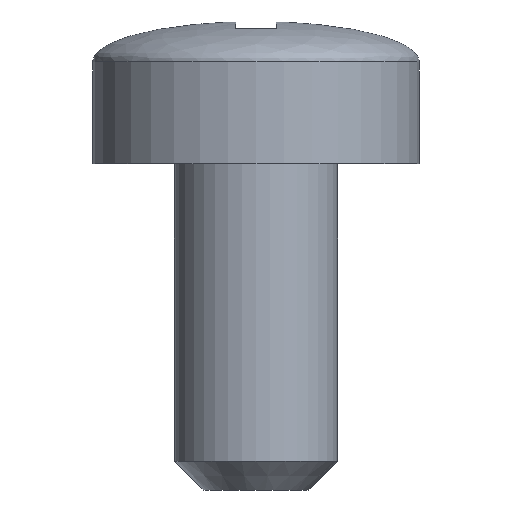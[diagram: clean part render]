
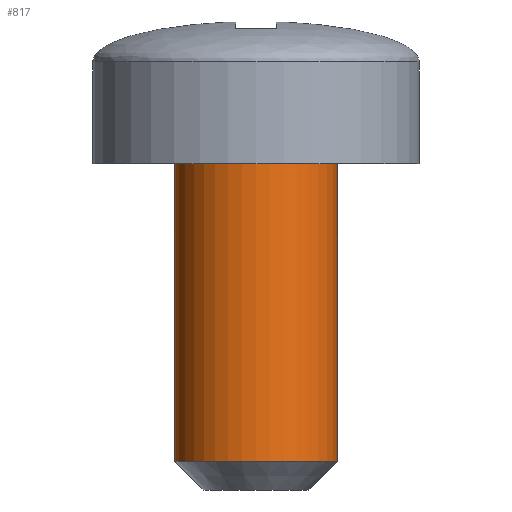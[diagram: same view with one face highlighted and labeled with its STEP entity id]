
A CAD part, front view. The second image highlights one B-rep face of the part: STEP entity #817.
In plain terms, the highlighted cylindrical face has radius 2 mm (diameter 4 mm), a partial arc.
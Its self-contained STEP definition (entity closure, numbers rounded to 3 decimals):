
#19 = CIRCLE ( 'NONE', #63, 2. ) ;
#51 = CARTESIAN_POINT ( 'NONE',  ( -2., 0., -8. ) ) ;
#54 = DIRECTION ( 'NONE',  ( 0., 0., 1. ) ) ;
#58 = AXIS2_PLACEMENT_3D ( 'NONE', #229, #94, #747 ) ;
#63 = AXIS2_PLACEMENT_3D ( 'NONE', #164, #624, #70 ) ;
#70 = DIRECTION ( 'NONE',  ( -1., 0., 0. ) ) ;
#82 = EDGE_CURVE ( 'NONE', #639, #533, #499, .T. ) ;
#94 = DIRECTION ( 'NONE',  ( 0., 0., 1. ) ) ;
#102 = EDGE_CURVE ( 'NONE', #378, #231, #174, .T. ) ;
#164 = CARTESIAN_POINT ( 'NONE',  ( 0., 0., -7.3 ) ) ;
#174 = LINE ( 'NONE', #51, #660 ) ;
#229 = CARTESIAN_POINT ( 'NONE',  ( 0., 0., -8. ) ) ;
#231 = VERTEX_POINT ( 'NONE', #605 ) ;
#249 = CARTESIAN_POINT ( 'NONE',  ( 2., 0., -8. ) ) ;
#254 = DIRECTION ( 'NONE',  ( 0., 0., 1. ) ) ;
#360 = DIRECTION ( 'NONE',  ( 0., 0., -1. ) ) ;
#367 = CARTESIAN_POINT ( 'NONE',  ( 2., 0., -7.3 ) ) ;
#376 = FACE_OUTER_BOUND ( 'NONE', #494, .T. ) ;
#378 = VERTEX_POINT ( 'NONE', #550 ) ;
#383 = CARTESIAN_POINT ( 'NONE',  ( 2., 0., 0. ) ) ;
#400 = EDGE_CURVE ( 'NONE', #533, #231, #726, .T. ) ;
#437 = ORIENTED_EDGE ( 'NONE', *, *, #818, .T. ) ;
#479 = AXIS2_PLACEMENT_3D ( 'NONE', #745, #360, #808 ) ;
#494 = EDGE_LOOP ( 'NONE', ( #711, #437, #821, #719 ) ) ;
#499 = LINE ( 'NONE', #249, #680 ) ;
#533 = VERTEX_POINT ( 'NONE', #383 ) ;
#550 = CARTESIAN_POINT ( 'NONE',  ( -2., 0., -7.3 ) ) ;
#605 = CARTESIAN_POINT ( 'NONE',  ( -2., 0., 0. ) ) ;
#624 = DIRECTION ( 'NONE',  ( 0., 0., 1. ) ) ;
#639 = VERTEX_POINT ( 'NONE', #367 ) ;
#660 = VECTOR ( 'NONE', #254, 1000. ) ;
#680 = VECTOR ( 'NONE', #54, 1000. ) ;
#697 = CYLINDRICAL_SURFACE ( 'NONE', #58, 2. ) ;
#711 = ORIENTED_EDGE ( 'NONE', *, *, #102, .F. ) ;
#719 = ORIENTED_EDGE ( 'NONE', *, *, #400, .T. ) ;
#726 = CIRCLE ( 'NONE', #479, 2. ) ;
#745 = CARTESIAN_POINT ( 'NONE',  ( 0., 0., 0. ) ) ;
#747 = DIRECTION ( 'NONE',  ( 1., 0., 0. ) ) ;
#808 = DIRECTION ( 'NONE',  ( 1., 0., 0. ) ) ;
#817 = ADVANCED_FACE ( 'NONE', ( #376 ), #697, .T. ) ;
#818 = EDGE_CURVE ( 'NONE', #378, #639, #19, .T. ) ;
#821 = ORIENTED_EDGE ( 'NONE', *, *, #82, .T. ) ;
